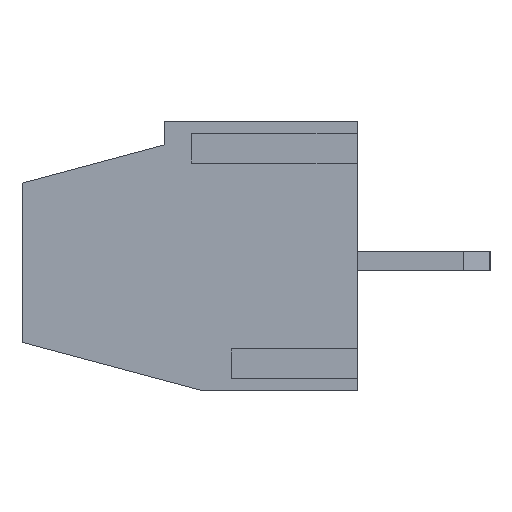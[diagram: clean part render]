
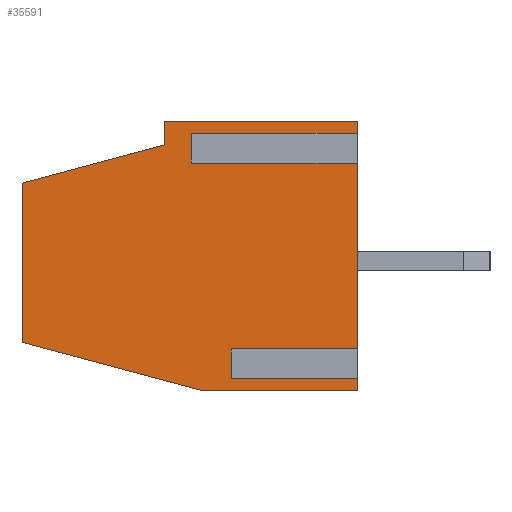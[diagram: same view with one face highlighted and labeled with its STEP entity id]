
A CAD part, left-side view. The second image highlights one B-rep face of the part: STEP entity #35591.
In plain terms, the highlighted planar face has unit normal (-1, 0, 0).
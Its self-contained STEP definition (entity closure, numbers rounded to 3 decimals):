
#311 = LINE ( 'NONE', #22362, #20843 ) ;
#509 = EDGE_CURVE ( 'NONE', #4977, #7968, #26559, .T. ) ;
#655 = CARTESIAN_POINT ( 'NONE',  ( -2.54, 0., 4.2 ) ) ;
#811 = VECTOR ( 'NONE', #11376, 1000. ) ;
#1139 = VECTOR ( 'NONE', #26098, 1000. ) ;
#1203 = EDGE_CURVE ( 'NONE', #12217, #18549, #12387, .T. ) ;
#2238 = EDGE_CURVE ( 'NONE', #10932, #16074, #311, .T. ) ;
#2248 = ORIENTED_EDGE ( 'NONE', *, *, #23177, .T. ) ;
#2462 = CARTESIAN_POINT ( 'NONE',  ( -2.54, 0., 4.2 ) ) ;
#3106 = ORIENTED_EDGE ( 'NONE', *, *, #22449, .F. ) ;
#3325 = CARTESIAN_POINT ( 'NONE',  ( -2.54, 5., 3.668 ) ) ;
#3497 = CARTESIAN_POINT ( 'NONE',  ( -2.54, 10.1, 4.2 ) ) ;
#4150 = CARTESIAN_POINT ( 'NONE',  ( -2.54, 5., 3.132 ) ) ;
#4187 = VECTOR ( 'NONE', #6990, 1000. ) ;
#4228 = CARTESIAN_POINT ( 'NONE',  ( -2.54, 10.1, 2.348 ) ) ;
#4659 = CARTESIAN_POINT ( 'NONE',  ( -2.54, 0., -3.9 ) ) ;
#4817 = EDGE_CURVE ( 'NONE', #6007, #12217, #20289, .T. ) ;
#4977 = VERTEX_POINT ( 'NONE', #25226 ) ;
#5306 = DIRECTION ( 'NONE',  ( 0., -1., 0. ) ) ;
#5347 = DIRECTION ( 'NONE',  ( 0., 0., 1. ) ) ;
#5477 = VECTOR ( 'NONE', #10571, 1000. ) ;
#5647 = VERTEX_POINT ( 'NONE', #4150 ) ;
#5853 = LINE ( 'NONE', #655, #27603 ) ;
#5889 = VERTEX_POINT ( 'NONE', #4659 ) ;
#6007 = VERTEX_POINT ( 'NONE', #22598 ) ;
#6055 = EDGE_CURVE ( 'NONE', #7968, #16074, #20391, .T. ) ;
#6891 = CARTESIAN_POINT ( 'NONE',  ( -2.54, 10.1, 4.2 ) ) ;
#6990 = DIRECTION ( 'NONE',  ( 0., 0., 1. ) ) ;
#7150 = CARTESIAN_POINT ( 'NONE',  ( -2.54, 0., 3.668 ) ) ;
#7308 = VECTOR ( 'NONE', #30966, 1000. ) ;
#7968 = VERTEX_POINT ( 'NONE', #29874 ) ;
#8098 = CARTESIAN_POINT ( 'NONE',  ( -2.54, 3.8, -2.832 ) ) ;
#8911 = CARTESIAN_POINT ( 'NONE',  ( -2.54, 10.1, 4.2 ) ) ;
#9099 = FACE_OUTER_BOUND ( 'NONE', #16496, .T. ) ;
#10571 = DIRECTION ( 'NONE',  ( 0., -1., 0. ) ) ;
#10928 = LINE ( 'NONE', #35875, #5477 ) ;
#10932 = VERTEX_POINT ( 'NONE', #7150 ) ;
#11160 = ORIENTED_EDGE ( 'NONE', *, *, #33984, .F. ) ;
#11376 = DIRECTION ( 'NONE',  ( 0., 0., 1. ) ) ;
#11452 = VECTOR ( 'NONE', #29028, 1000. ) ;
#11694 = DIRECTION ( 'NONE',  ( 0., 0., -1. ) ) ;
#12217 = VERTEX_POINT ( 'NONE', #22394 ) ;
#12387 = LINE ( 'NONE', #3497, #31463 ) ;
#13078 = ORIENTED_EDGE ( 'NONE', *, *, #25224, .T. ) ;
#13159 = DIRECTION ( 'NONE',  ( 0., -1., 0. ) ) ;
#13246 = LINE ( 'NONE', #8098, #30538 ) ;
#13286 = LINE ( 'NONE', #16428, #21043 ) ;
#13451 = VERTEX_POINT ( 'NONE', #21634 ) ;
#13719 = VERTEX_POINT ( 'NONE', #15840 ) ;
#13817 = CARTESIAN_POINT ( 'NONE',  ( -2.54, 5., 3.668 ) ) ;
#14672 = LINE ( 'NONE', #20028, #33386 ) ;
#14767 = LINE ( 'NONE', #23453, #21633 ) ;
#15219 = DIRECTION ( 'NONE',  ( 0., -1., 0. ) ) ;
#15603 = ORIENTED_EDGE ( 'NONE', *, *, #16210, .T. ) ;
#15688 = VERTEX_POINT ( 'NONE', #35929 ) ;
#15840 = CARTESIAN_POINT ( 'NONE',  ( -2.54, 0., -3.368 ) ) ;
#16074 = VERTEX_POINT ( 'NONE', #29392 ) ;
#16210 = EDGE_CURVE ( 'NONE', #17582, #19122, #5853, .T. ) ;
#16353 = VECTOR ( 'NONE', #13159, 1000. ) ;
#16428 = CARTESIAN_POINT ( 'NONE',  ( -2.54, 3.8, -3.368 ) ) ;
#16496 = EDGE_LOOP ( 'NONE', ( #11160, #26229, #2248, #15603, #3106, #36145, #27889, #25939, #32660, #32966, #36337, #23904, #22956, #13078, #35612 ) ) ;
#17024 = VECTOR ( 'NONE', #21205, 1000. ) ;
#17030 = LINE ( 'NONE', #4228, #11452 ) ;
#17582 = VERTEX_POINT ( 'NONE', #26044 ) ;
#18015 = AXIS2_PLACEMENT_3D ( 'NONE', #8911, #23141, #11694 ) ;
#18549 = VERTEX_POINT ( 'NONE', #20842 ) ;
#19122 = VERTEX_POINT ( 'NONE', #24902 ) ;
#19890 = DIRECTION ( 'NONE',  ( 0., 0., 1. ) ) ;
#20028 = CARTESIAN_POINT ( 'NONE',  ( -2.54, 5., 3.132 ) ) ;
#20289 = LINE ( 'NONE', #26900, #17024 ) ;
#20340 = DIRECTION ( 'NONE',  ( 0., -1., 0. ) ) ;
#20368 = VERTEX_POINT ( 'NONE', #3325 ) ;
#20391 = LINE ( 'NONE', #6891, #1139 ) ;
#20416 = EDGE_CURVE ( 'NONE', #18549, #4977, #17030, .T. ) ;
#20842 = CARTESIAN_POINT ( 'NONE',  ( -2.54, 10.1, 2.348 ) ) ;
#20843 = VECTOR ( 'NONE', #33595, 1000. ) ;
#21043 = VECTOR ( 'NONE', #5347, 1000. ) ;
#21205 = DIRECTION ( 'NONE',  ( 0., 0.966, 0.259 ) ) ;
#21633 = VECTOR ( 'NONE', #20340, 1000. ) ;
#21634 = CARTESIAN_POINT ( 'NONE',  ( -2.54, 3.8, -2.832 ) ) ;
#21905 = EDGE_CURVE ( 'NONE', #15688, #13451, #13286, .T. ) ;
#22362 = CARTESIAN_POINT ( 'NONE',  ( -2.54, 0., 4.2 ) ) ;
#22394 = CARTESIAN_POINT ( 'NONE',  ( -2.54, 10.1, -2.452 ) ) ;
#22449 = EDGE_CURVE ( 'NONE', #5647, #19122, #14672, .T. ) ;
#22598 = CARTESIAN_POINT ( 'NONE',  ( -2.54, 4.697, -3.9 ) ) ;
#22956 = ORIENTED_EDGE ( 'NONE', *, *, #4817, .F. ) ;
#23141 = DIRECTION ( 'NONE',  ( 1., 0., 0. ) ) ;
#23177 = EDGE_CURVE ( 'NONE', #13451, #17582, #13246, .T. ) ;
#23453 = CARTESIAN_POINT ( 'NONE',  ( -2.54, 5., 3.668 ) ) ;
#23676 = EDGE_CURVE ( 'NONE', #20368, #10932, #14767, .T. ) ;
#23904 = ORIENTED_EDGE ( 'NONE', *, *, #1203, .F. ) ;
#24902 = CARTESIAN_POINT ( 'NONE',  ( -2.54, 0., 3.132 ) ) ;
#25224 = EDGE_CURVE ( 'NONE', #6007, #5889, #35903, .T. ) ;
#25226 = CARTESIAN_POINT ( 'NONE',  ( -2.54, 5.8, 3.5 ) ) ;
#25939 = ORIENTED_EDGE ( 'NONE', *, *, #2238, .T. ) ;
#26044 = CARTESIAN_POINT ( 'NONE',  ( -2.54, 0., -2.832 ) ) ;
#26098 = DIRECTION ( 'NONE',  ( 0., -1., 0. ) ) ;
#26229 = ORIENTED_EDGE ( 'NONE', *, *, #21905, .T. ) ;
#26559 = LINE ( 'NONE', #34897, #4187 ) ;
#26611 = DIRECTION ( 'NONE',  ( 0., 0., 1. ) ) ;
#26900 = CARTESIAN_POINT ( 'NONE',  ( -2.54, 10.1, -2.452 ) ) ;
#27603 = VECTOR ( 'NONE', #19890, 1000. ) ;
#27889 = ORIENTED_EDGE ( 'NONE', *, *, #23676, .T. ) ;
#29028 = DIRECTION ( 'NONE',  ( 0., -0.966, 0.259 ) ) ;
#29392 = CARTESIAN_POINT ( 'NONE',  ( -2.54, 0., 4.2 ) ) ;
#29706 = EDGE_CURVE ( 'NONE', #20368, #5647, #33391, .T. ) ;
#29874 = CARTESIAN_POINT ( 'NONE',  ( -2.54, 5.8, 4.2 ) ) ;
#29976 = EDGE_CURVE ( 'NONE', #5889, #13719, #30213, .T. ) ;
#29981 = CARTESIAN_POINT ( 'NONE',  ( -2.54, 10.1, -3.9 ) ) ;
#30213 = LINE ( 'NONE', #2462, #811 ) ;
#30538 = VECTOR ( 'NONE', #5306, 1000. ) ;
#30966 = DIRECTION ( 'NONE',  ( 0., 0., -1. ) ) ;
#31463 = VECTOR ( 'NONE', #26611, 1000. ) ;
#31616 = PLANE ( 'NONE',  #18015 ) ;
#32660 = ORIENTED_EDGE ( 'NONE', *, *, #6055, .F. ) ;
#32966 = ORIENTED_EDGE ( 'NONE', *, *, #509, .F. ) ;
#33386 = VECTOR ( 'NONE', #15219, 1000. ) ;
#33391 = LINE ( 'NONE', #13817, #7308 ) ;
#33595 = DIRECTION ( 'NONE',  ( 0., 0., 1. ) ) ;
#33984 = EDGE_CURVE ( 'NONE', #15688, #13719, #10928, .T. ) ;
#34897 = CARTESIAN_POINT ( 'NONE',  ( -2.54, 5.8, 3.5 ) ) ;
#35591 = ADVANCED_FACE ( 'NONE', ( #9099 ), #31616, .F. ) ;
#35612 = ORIENTED_EDGE ( 'NONE', *, *, #29976, .T. ) ;
#35875 = CARTESIAN_POINT ( 'NONE',  ( -2.54, 3.8, -3.368 ) ) ;
#35903 = LINE ( 'NONE', #29981, #16353 ) ;
#35929 = CARTESIAN_POINT ( 'NONE',  ( -2.54, 3.8, -3.368 ) ) ;
#36145 = ORIENTED_EDGE ( 'NONE', *, *, #29706, .F. ) ;
#36337 = ORIENTED_EDGE ( 'NONE', *, *, #20416, .F. ) ;
